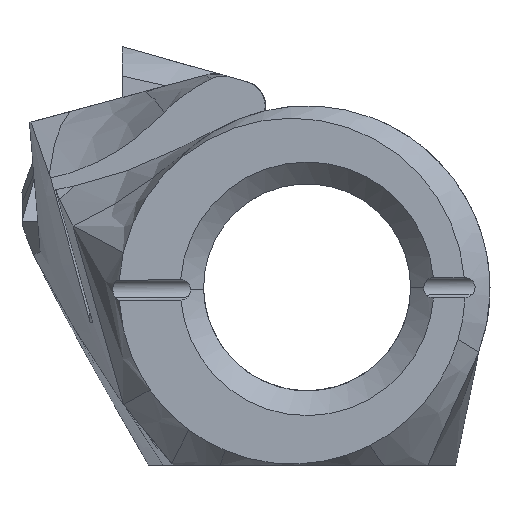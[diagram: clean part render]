
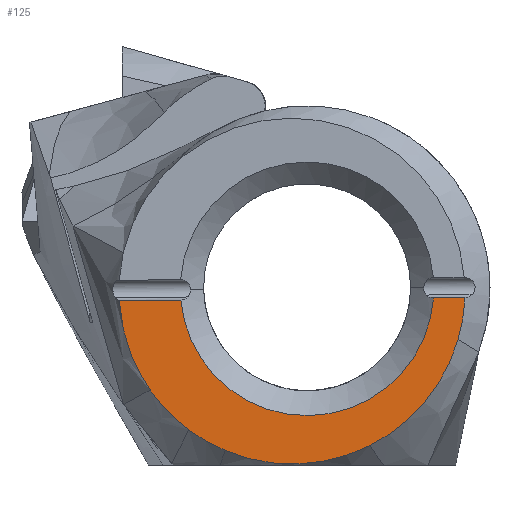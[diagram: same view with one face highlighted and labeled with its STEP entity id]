
A CAD part, front view. The second image highlights one B-rep face of the part: STEP entity #125.
In plain terms, the highlighted planar face has unit normal (0, -1, 0).
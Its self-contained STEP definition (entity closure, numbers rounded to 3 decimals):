
#125=ADVANCED_FACE('',(#312),#3274,.T.);
#312=FACE_OUTER_BOUND('',#502,.T.);
#502=EDGE_LOOP('',(#1184,#1185,#1186,#1187,#1188,#1189,#1190,#1191,#1192));
#1184=ORIENTED_EDGE('',*,*,#1944,.T.);
#1185=ORIENTED_EDGE('',*,*,#1955,.T.);
#1186=ORIENTED_EDGE('',*,*,#1727,.T.);
#1187=ORIENTED_EDGE('',*,*,#1728,.T.);
#1188=ORIENTED_EDGE('',*,*,#1854,.T.);
#1189=ORIENTED_EDGE('',*,*,#1852,.T.);
#1190=ORIENTED_EDGE('',*,*,#1851,.T.);
#1191=ORIENTED_EDGE('',*,*,#1943,.T.);
#1192=ORIENTED_EDGE('',*,*,#1960,.T.);
#1727=EDGE_CURVE('',#2825,#2826,#2365,.T.);
#1728=EDGE_CURVE('',#2826,#2827,#2366,.T.);
#1851=EDGE_CURVE('',#2829,#2953,#2463,.T.);
#1852=EDGE_CURVE('',#2828,#2829,#2464,.T.);
#1854=EDGE_CURVE('',#2827,#2828,#2466,.T.);
#1943=EDGE_CURVE('',#2953,#2954,#2256,.T.);
#1944=EDGE_CURVE('',#2955,#2956,#2257,.T.);
#1955=EDGE_CURVE('',#2956,#2825,#2536,.T.);
#1960=EDGE_CURVE('',#2954,#2955,#2294,.T.);
#2256=(
BOUNDED_CURVE()
B_SPLINE_CURVE(1,(#7357,#7358),.UNSPECIFIED.,.F.,.F.)
B_SPLINE_CURVE_WITH_KNOTS((2,2),(-16.054,-14.824),
 .UNSPECIFIED.)
CURVE()
GEOMETRIC_REPRESENTATION_ITEM()
RATIONAL_B_SPLINE_CURVE((1.,1.))
REPRESENTATION_ITEM('')
);
#2257=(
BOUNDED_CURVE()
B_SPLINE_CURVE(1,(#7359,#7360),.UNSPECIFIED.,.F.,.F.)
B_SPLINE_CURVE_WITH_KNOTS((2,2),(-4.856,-2.425),
 .UNSPECIFIED.)
CURVE()
GEOMETRIC_REPRESENTATION_ITEM()
RATIONAL_B_SPLINE_CURVE((1.,1.))
REPRESENTATION_ITEM('')
);
#2294=TRIMMED_CURVE($,#2325,(#7484),(#7485),.T.,.CARTESIAN.);
#2325=CIRCLE('',#3571,5.);
#2365=B_SPLINE_CURVE_WITH_KNOTS('',3,(#6156,#6157,#6158,#6159,#6160,#6161),
 .UNSPECIFIED.,.F.,.F.,(4,2,4),(0.,1.096,2.193),
 .UNSPECIFIED.);
#2366=B_SPLINE_CURVE_WITH_KNOTS('',3,(#6162,#6163,#6164,#6165,#6166,#6167,
#6168,#6169,#6170,#6171),.UNSPECIFIED.,.F.,.F.,(4,2,2,2,4),(0.,0.208,
0.417,0.833,1.667),.UNSPECIFIED.);
#2463=B_SPLINE_CURVE_WITH_KNOTS('',3,(#6772,#6773,#6774,#6775),
 .UNSPECIFIED.,.F.,.F.,(4,4),(-18.327,-16.608),
 .UNSPECIFIED.);
#2464=B_SPLINE_CURVE_WITH_KNOTS('',3,(#6776,#6777,#6778,#6779,#6780,#6781,
#6782,#6783,#6784,#6785,#6786,#6787,#6788,#6789),.UNSPECIFIED.,.F.,.F.,
(4,1,1,1,2,2,1,1,1,4),(-5.61,-5.046,-4.482,
-3.917,-2.537,-1.565,-0.889,
-0.592,-0.296,0.),.UNSPECIFIED.);
#2466=B_SPLINE_CURVE_WITH_KNOTS('',3,(#6794,#6795,#6796,#6797,#6798,#6799,
#6800,#6801,#6802,#6803),.UNSPECIFIED.,.F.,.F.,(4,2,2,2,4),(-5.893,
-4.42,-2.947,-1.473,0.),.UNSPECIFIED.);
#2536=B_SPLINE_CURVE_WITH_KNOTS('',3,(#7443,#7444,#7445,#7446,#7447,#7448,
#7449,#7450),.UNSPECIFIED.,.F.,.F.,(4,2,2,4),(1.896,2.843,
4.265,5.686),.UNSPECIFIED.);
#2825=VERTEX_POINT('',#5468);
#2826=VERTEX_POINT('',#5469);
#2827=VERTEX_POINT('',#5470);
#2828=VERTEX_POINT('',#5471);
#2829=VERTEX_POINT('',#5472);
#2953=VERTEX_POINT('',#5596);
#2954=VERTEX_POINT('',#5597);
#2955=VERTEX_POINT('',#5598);
#2956=VERTEX_POINT('',#5599);
#3274=PLANE('',#3535);
#3535=AXIS2_PLACEMENT_3D('',#5410,#3713,$);
#3571=AXIS2_PLACEMENT_3D($,#7483,#3778,#3779);
#3713=DIRECTION('',(0.,-1.,0.));
#3778=DIRECTION('',(0.,1.,0.));
#3779=DIRECTION('',(0.997,0.,-0.072));
#5410=CARTESIAN_POINT('',(-6.87,-2.266,15.008));
#5468=CARTESIAN_POINT('',(-4.186,-2.266,2.976));
#5469=CARTESIAN_POINT('',(-2.67,-2.266,1.409));
#5470=CARTESIAN_POINT('',(-1.225,-2.266,0.587));
#5471=CARTESIAN_POINT('',(4.473,-2.266,0.777));
#5472=CARTESIAN_POINT('',(7.958,-2.266,4.963));
#5596=CARTESIAN_POINT('',(8.224,-2.266,6.614));
#5597=CARTESIAN_POINT('',(6.993,-2.266,6.604));
#5598=CARTESIAN_POINT('',(-2.974,-2.266,6.522));
#5599=CARTESIAN_POINT('',(-5.405,-2.262,6.502));
#6156=CARTESIAN_POINT('',(-4.186,-2.266,2.976));
#6157=CARTESIAN_POINT('',(-3.977,-2.266,2.676));
#6158=CARTESIAN_POINT('',(-3.744,-2.266,2.394));
#6159=CARTESIAN_POINT('',(-3.237,-2.266,1.869));
#6160=CARTESIAN_POINT('',(-2.962,-2.266,1.627));
#6161=CARTESIAN_POINT('',(-2.67,-2.266,1.409));
#6162=CARTESIAN_POINT('',(-2.67,-2.266,1.409));
#6163=CARTESIAN_POINT('',(-2.611,-2.266,1.372));
#6164=CARTESIAN_POINT('',(-2.554,-2.266,1.332));
#6165=CARTESIAN_POINT('',(-2.441,-2.266,1.252));
#6166=CARTESIAN_POINT('',(-2.383,-2.266,1.212));
#6167=CARTESIAN_POINT('',(-2.209,-2.266,1.098));
#6168=CARTESIAN_POINT('',(-2.091,-2.266,1.025));
#6169=CARTESIAN_POINT('',(-1.73,-2.266,0.818));
#6170=CARTESIAN_POINT('',(-1.48,-2.266,0.695));
#6171=CARTESIAN_POINT('',(-1.225,-2.266,0.587));
#6772=CARTESIAN_POINT('',(7.958,-2.266,4.963));
#6773=CARTESIAN_POINT('',(8.114,-2.266,5.5));
#6774=CARTESIAN_POINT('',(8.203,-2.266,6.056));
#6775=CARTESIAN_POINT('',(8.224,-2.266,6.614));
#6776=CARTESIAN_POINT('',(4.473,-2.266,0.777));
#6777=CARTESIAN_POINT('',(4.633,-2.266,0.857));
#6778=CARTESIAN_POINT('',(4.95,-2.266,1.032));
#6779=CARTESIAN_POINT('',(5.391,-2.266,1.323));
#6780=CARTESIAN_POINT('',(6.063,-2.266,1.848));
#6781=CARTESIAN_POINT('',(6.512,-2.266,2.32));
#6782=CARTESIAN_POINT('',(6.996,-2.266,2.943));
#6783=CARTESIAN_POINT('',(7.178,-2.266,3.215));
#6784=CARTESIAN_POINT('',(7.45,-2.266,3.694));
#6785=CARTESIAN_POINT('',(7.598,-2.266,3.987));
#6786=CARTESIAN_POINT('',(7.76,-2.266,4.376));
#6787=CARTESIAN_POINT('',(7.867,-2.266,4.669));
#6788=CARTESIAN_POINT('',(7.929,-2.266,4.864));
#6789=CARTESIAN_POINT('',(7.958,-2.266,4.963));
#6794=CARTESIAN_POINT('',(-1.225,-2.266,0.587));
#6795=CARTESIAN_POINT('',(-0.773,-2.266,0.396));
#6796=CARTESIAN_POINT('',(-0.3,-2.266,0.255));
#6797=CARTESIAN_POINT('',(0.664,-2.266,0.077));
#6798=CARTESIAN_POINT('',(1.155,-2.266,0.04));
#6799=CARTESIAN_POINT('',(2.135,-2.266,0.073));
#6800=CARTESIAN_POINT('',(2.623,-2.266,0.143));
#6801=CARTESIAN_POINT('',(3.573,-2.266,0.384));
#6802=CARTESIAN_POINT('',(4.035,-2.266,0.557));
#6803=CARTESIAN_POINT('',(4.473,-2.266,0.777));
#7357=CARTESIAN_POINT('',(8.224,-2.266,6.614));
#7358=CARTESIAN_POINT('',(6.993,-2.266,6.604));
#7359=CARTESIAN_POINT('',(-2.974,-2.266,6.522));
#7360=CARTESIAN_POINT('',(-5.405,-2.262,6.502));
#7443=CARTESIAN_POINT('',(-5.405,-2.262,6.502));
#7444=CARTESIAN_POINT('',(-5.388,-2.262,6.188));
#7445=CARTESIAN_POINT('',(-5.348,-2.262,5.875));
#7446=CARTESIAN_POINT('',(-5.196,-2.263,5.103));
#7447=CARTESIAN_POINT('',(-5.057,-2.263,4.649));
#7448=CARTESIAN_POINT('',(-4.687,-2.264,3.779));
#7449=CARTESIAN_POINT('',(-4.457,-2.265,3.364));
#7450=CARTESIAN_POINT('',(-4.186,-2.266,2.976));
#7483=CARTESIAN_POINT('',(2.006,-2.266,6.963));
#7484=CARTESIAN_POINT('',(6.993,-2.266,6.604));
#7485=CARTESIAN_POINT('',(-2.974,-2.266,6.522));
